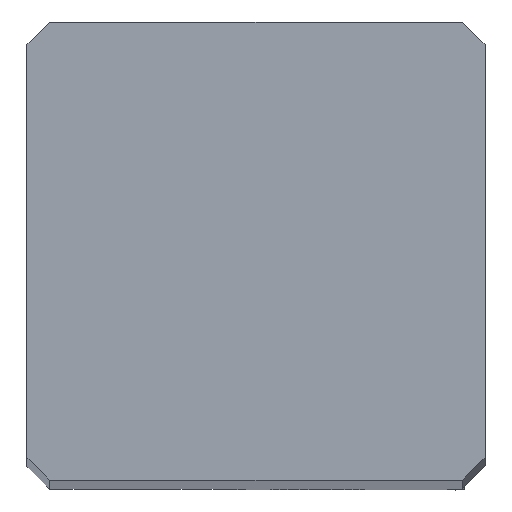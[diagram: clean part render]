
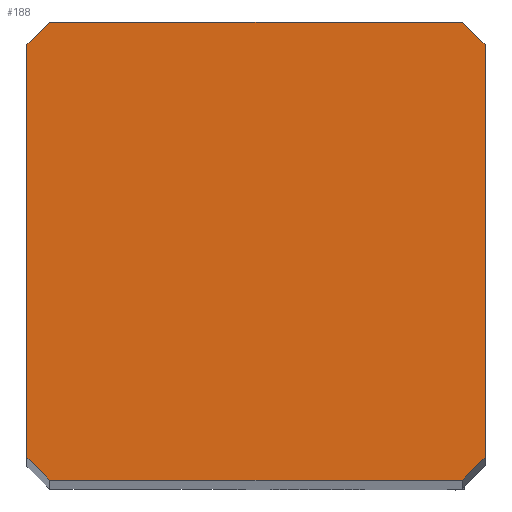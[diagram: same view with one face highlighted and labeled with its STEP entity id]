
A CAD part, top view. The second image highlights one B-rep face of the part: STEP entity #188.
In plain terms, the highlighted planar face has unit normal (0, 0, 1).
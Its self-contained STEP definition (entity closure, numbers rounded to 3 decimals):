
#121=FACE_OUTER_BOUND('',#294,.T.);
#188=ADVANCED_FACE('',(#121),#252,.T.);
#252=PLANE('',#1436);
#294=EDGE_LOOP('',(#523,#524,#525,#526,#527,#528,#529,#530));
#523=ORIENTED_EDGE('',*,*,#1008,.F.);
#524=ORIENTED_EDGE('',*,*,#1009,.T.);
#525=ORIENTED_EDGE('',*,*,#943,.T.);
#526=ORIENTED_EDGE('',*,*,#1007,.T.);
#527=ORIENTED_EDGE('',*,*,#1002,.F.);
#528=ORIENTED_EDGE('',*,*,#1010,.T.);
#529=ORIENTED_EDGE('',*,*,#1011,.T.);
#530=ORIENTED_EDGE('',*,*,#1012,.T.);
#813=VERTEX_POINT('',#1959);
#814=VERTEX_POINT('',#1961);
#859=VERTEX_POINT('',#2096);
#860=VERTEX_POINT('',#2098);
#862=VERTEX_POINT('',#2109);
#863=VERTEX_POINT('',#2110);
#864=VERTEX_POINT('',#2113);
#865=VERTEX_POINT('',#2115);
#943=EDGE_CURVE('',#814,#813,#1134,.T.);
#1002=EDGE_CURVE('',#859,#860,#1170,.T.);
#1007=EDGE_CURVE('',#813,#860,#1175,.T.);
#1008=EDGE_CURVE('',#862,#863,#1176,.T.);
#1009=EDGE_CURVE('',#862,#814,#1177,.T.);
#1010=EDGE_CURVE('',#859,#864,#1178,.T.);
#1011=EDGE_CURVE('',#864,#865,#1179,.T.);
#1012=EDGE_CURVE('',#865,#863,#1180,.T.);
#1134=LINE('',#1960,#1232);
#1170=LINE('',#2097,#1268);
#1175=LINE('',#2106,#1273);
#1176=LINE('',#2108,#1274);
#1177=LINE('',#2111,#1275);
#1178=LINE('',#2112,#1276);
#1179=LINE('',#2114,#1277);
#1180=LINE('',#2116,#1278);
#1232=VECTOR('',#1567,1.);
#1268=VECTOR('',#1667,1.);
#1273=VECTOR('',#1676,1.);
#1274=VECTOR('',#1679,1.);
#1275=VECTOR('',#1680,1.);
#1276=VECTOR('',#1681,1.);
#1277=VECTOR('',#1682,1.);
#1278=VECTOR('',#1683,1.);
#1436=AXIS2_PLACEMENT_3D('',#2117,#1684,#1685);
#1567=DIRECTION('',(1.,0.,0.));
#1667=DIRECTION('',(0.,-1.,0.));
#1676=DIRECTION('',(0.707,0.707,0.));
#1679=DIRECTION('',(0.,1.,0.));
#1680=DIRECTION('',(0.707,-0.707,0.));
#1681=DIRECTION('',(-0.707,0.707,0.));
#1682=DIRECTION('',(-1.,0.,0.));
#1683=DIRECTION('',(-0.707,-0.707,0.));
#1684=DIRECTION('',(0.,0.,1.));
#1685=DIRECTION('',(-1.,0.,0.));
#1959=CARTESIAN_POINT('',(9.5,0.,0.));
#1960=CARTESIAN_POINT('',(0.5,0.,0.));
#1961=CARTESIAN_POINT('',(0.5,0.,0.));
#2096=CARTESIAN_POINT('',(10.,9.5,0.));
#2097=CARTESIAN_POINT('',(10.,9.5,0.));
#2098=CARTESIAN_POINT('',(10.,0.5,0.));
#2106=CARTESIAN_POINT('',(9.5,0.,0.));
#2108=CARTESIAN_POINT('',(0.,0.5,0.));
#2109=CARTESIAN_POINT('',(0.,0.5,0.));
#2110=CARTESIAN_POINT('',(0.,9.5,0.));
#2111=CARTESIAN_POINT('',(0.,0.5,0.));
#2112=CARTESIAN_POINT('',(10.,9.5,0.));
#2113=CARTESIAN_POINT('',(9.5,10.,0.));
#2114=CARTESIAN_POINT('',(9.5,10.,0.));
#2115=CARTESIAN_POINT('',(0.5,10.,0.));
#2116=CARTESIAN_POINT('',(0.5,10.,0.));
#2117=CARTESIAN_POINT('',(5.,5.,0.));
